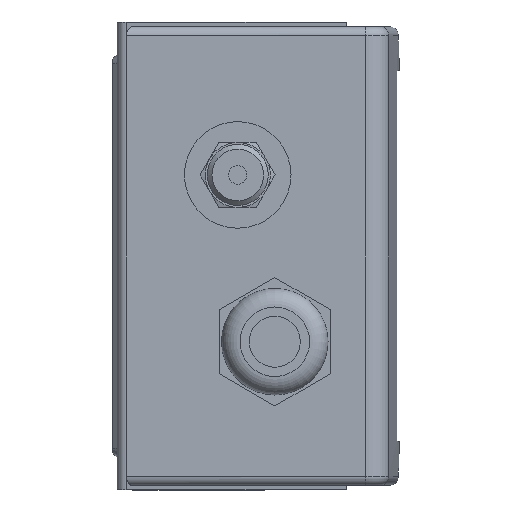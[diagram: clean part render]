
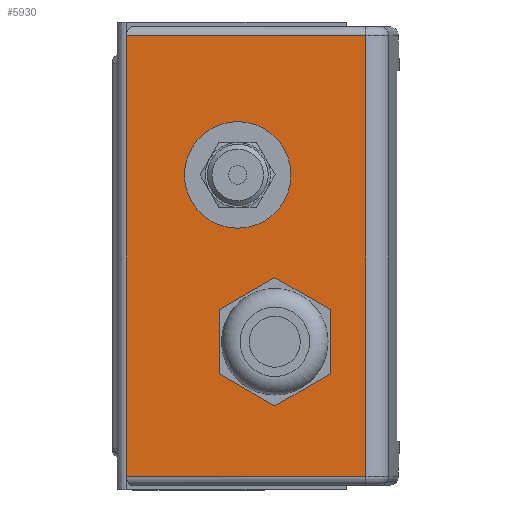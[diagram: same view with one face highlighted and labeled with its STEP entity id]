
A CAD part, front view. The second image highlights one B-rep face of the part: STEP entity #5930.
In plain terms, the highlighted planar face has unit normal (0, -1, 0).
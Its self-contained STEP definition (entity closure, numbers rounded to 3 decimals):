
#177=FACE_BOUND('',#877,.T.);
#178=FACE_BOUND('',#878,.T.);
#504=FACE_OUTER_BOUND('',#876,.T.);
#876=EDGE_LOOP('',(#5357,#5358,#5359,#5360));
#877=EDGE_LOOP('',(#5361,#5362,#5363,#5364,#5365,#5366));
#878=EDGE_LOOP('',(#5367,#5368));
#1010=CIRCLE('',#6318,11.5);
#1011=CIRCLE('',#6319,11.5);
#1515=LINE('',#9407,#2129);
#1519=LINE('',#9415,#2133);
#1522=LINE('',#9421,#2136);
#1525=LINE('',#9427,#2139);
#1528=LINE('',#9433,#2142);
#1531=LINE('',#9438,#2145);
#1649=LINE('',#9768,#2263);
#1681=LINE('',#9861,#2295);
#1684=LINE('',#9885,#2298);
#1687=LINE('',#9903,#2301);
#2129=VECTOR('',#7632,10.);
#2133=VECTOR('',#7638,10.);
#2136=VECTOR('',#7643,10.);
#2139=VECTOR('',#7648,10.);
#2142=VECTOR('',#7653,10.);
#2145=VECTOR('',#7658,10.);
#2263=VECTOR('',#7970,10.);
#2295=VECTOR('',#8074,10.);
#2298=VECTOR('',#8109,10.);
#2301=VECTOR('',#8136,10.);
#2704=VERTEX_POINT('',#9405);
#2705=VERTEX_POINT('',#9406);
#2708=VERTEX_POINT('',#9414);
#2710=VERTEX_POINT('',#9420);
#2712=VERTEX_POINT('',#9426);
#2714=VERTEX_POINT('',#9432);
#2718=VERTEX_POINT('',#9448);
#2719=VERTEX_POINT('',#9449);
#2808=VERTEX_POINT('',#9704);
#2810=VERTEX_POINT('',#9710);
#2830=VERTEX_POINT('',#9767);
#2860=VERTEX_POINT('',#9881);
#3452=EDGE_CURVE('',#2704,#2705,#1515,.T.);
#3456=EDGE_CURVE('',#2705,#2708,#1519,.T.);
#3459=EDGE_CURVE('',#2708,#2710,#1522,.T.);
#3462=EDGE_CURVE('',#2710,#2712,#1525,.T.);
#3465=EDGE_CURVE('',#2712,#2714,#1528,.T.);
#3468=EDGE_CURVE('',#2714,#2704,#1531,.T.);
#3473=EDGE_CURVE('',#2718,#2719,#1010,.T.);
#3474=EDGE_CURVE('',#2719,#2718,#1011,.T.);
#3628=EDGE_CURVE('',#2808,#2830,#1649,.T.);
#3675=EDGE_CURVE('',#2810,#2808,#1681,.T.);
#3687=EDGE_CURVE('',#2860,#2810,#1684,.T.);
#3696=EDGE_CURVE('',#2830,#2860,#1687,.T.);
#5357=ORIENTED_EDGE('',*,*,#3687,.F.);
#5358=ORIENTED_EDGE('',*,*,#3696,.F.);
#5359=ORIENTED_EDGE('',*,*,#3628,.F.);
#5360=ORIENTED_EDGE('',*,*,#3675,.F.);
#5361=ORIENTED_EDGE('',*,*,#3452,.T.);
#5362=ORIENTED_EDGE('',*,*,#3456,.T.);
#5363=ORIENTED_EDGE('',*,*,#3459,.T.);
#5364=ORIENTED_EDGE('',*,*,#3462,.T.);
#5365=ORIENTED_EDGE('',*,*,#3465,.T.);
#5366=ORIENTED_EDGE('',*,*,#3468,.T.);
#5367=ORIENTED_EDGE('',*,*,#3473,.T.);
#5368=ORIENTED_EDGE('',*,*,#3474,.T.);
#5604=PLANE('',#6478);
#5930=ADVANCED_FACE('',(#504,#177,#178),#5604,.T.);
#6318=AXIS2_PLACEMENT_3D('',#9450,#7671,#7672);
#6319=AXIS2_PLACEMENT_3D('',#9451,#7673,#7674);
#6478=AXIS2_PLACEMENT_3D('',#9910,#8147,#8148);
#7632=DIRECTION('',(-0.866,0.,-0.5));
#7638=DIRECTION('',(-0.866,0.,0.5));
#7643=DIRECTION('',(0.,0.,1.));
#7648=DIRECTION('',(0.866,0.,0.5));
#7653=DIRECTION('',(0.866,0.,-0.5));
#7658=DIRECTION('',(0.,0.,-1.));
#7671=DIRECTION('center_axis',(0.,1.,0.));
#7672=DIRECTION('ref_axis',(0.,0.,-1.));
#7673=DIRECTION('center_axis',(0.,1.,0.));
#7674=DIRECTION('ref_axis',(0.,0.,-1.));
#7970=DIRECTION('',(1.,0.,0.));
#8074=DIRECTION('',(0.,0.,1.));
#8109=DIRECTION('',(-1.,0.,0.));
#8136=DIRECTION('',(0.,0.,-1.));
#8147=DIRECTION('center_axis',(0.,-1.,0.));
#8148=DIRECTION('ref_axis',(-1.,0.,0.));
#9405=CARTESIAN_POINT('',(39.986,-38.5,-24.928));
#9406=CARTESIAN_POINT('',(27.986,-38.5,-31.856));
#9407=CARTESIAN_POINT('',(43.991,-38.5,-22.616));
#9414=CARTESIAN_POINT('',(15.986,-38.5,-24.928));
#9415=CARTESIAN_POINT('',(23.98,-38.5,-29.544));
#9420=CARTESIAN_POINT('',(15.986,-38.5,-11.072));
#9421=CARTESIAN_POINT('',(15.986,-38.5,-5.286));
#9426=CARTESIAN_POINT('',(27.986,-38.5,-4.144));
#9427=CARTESIAN_POINT('',(37.991,-38.5,1.633));
#9432=CARTESIAN_POINT('',(39.986,-38.5,-11.072));
#9433=CARTESIAN_POINT('',(41.98,-38.5,-12.223));
#9438=CARTESIAN_POINT('',(39.986,-38.5,-12.214));
#9448=CARTESIAN_POINT('',(19.986,-38.5,6.5));
#9449=CARTESIAN_POINT('',(19.986,-38.5,29.5));
#9450=CARTESIAN_POINT('Origin',(19.986,-38.5,18.));
#9451=CARTESIAN_POINT('Origin',(19.986,-38.5,18.));
#9704=CARTESIAN_POINT('',(-4.014,-38.5,48.));
#9710=CARTESIAN_POINT('',(-4.014,-38.5,-47.));
#9767=CARTESIAN_POINT('',(47.615,-38.5,48.));
#9768=CARTESIAN_POINT('',(38.217,-38.5,48.));
#9861=CARTESIAN_POINT('',(-4.014,-38.5,0.5));
#9881=CARTESIAN_POINT('',(47.615,-38.5,-47.));
#9885=CARTESIAN_POINT('',(38.217,-38.5,-47.));
#9903=CARTESIAN_POINT('',(47.615,-38.5,0.5));
#9910=CARTESIAN_POINT('Origin',(51.986,-38.5,0.5));
